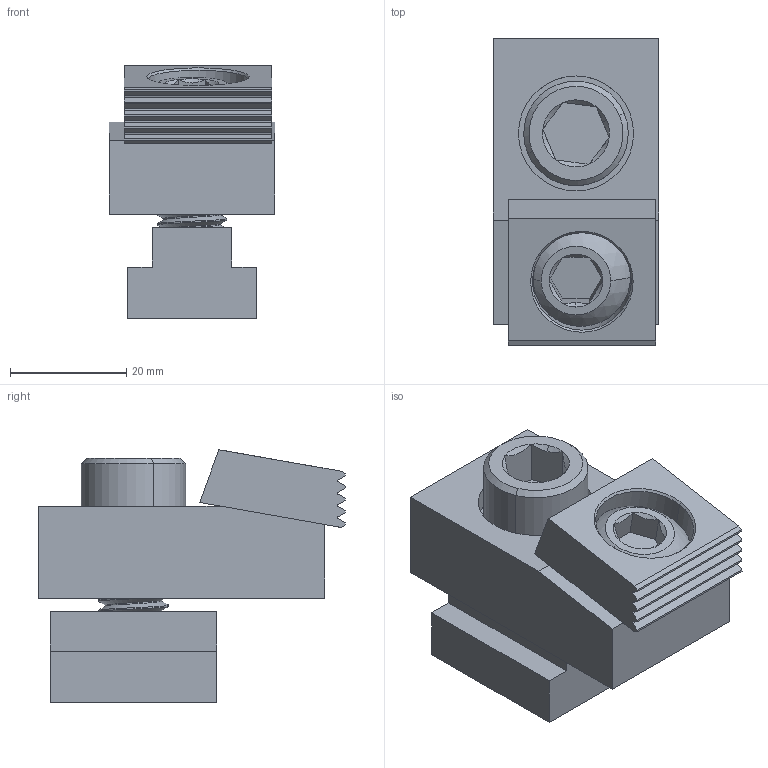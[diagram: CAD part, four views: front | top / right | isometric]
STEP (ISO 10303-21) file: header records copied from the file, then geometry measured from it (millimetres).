
FILE_DESCRIPTION (( 'STEP AP214' ), '1' );
FILE_NAME ('54014.STEP', '2020-01-27T17:51:49', ( 'Mike W' ), ( '' ), 'SwSTEP 2.0', 'SolidWorks 2018', '' );
FILE_SCHEMA (( 'AUTOMOTIVE_DESIGN' ));
Length unit declared in the file: inch
Products named in the file (6): 51016_51016; 50372_M1216MM BHSC; M1230MM SHCS_M1230MM SHCS; T-Nuts (Te-Co) (Std Configured)_540141; TSLOT TOE BOD M_TSLOT TOE BOD M; 54014
Assembly tree (5 placements, depth 2):
  54014
    TSLOT TOE BOD M_TSLOT TOE BOD M
    T-Nuts (Te-Co) (Std Configured)_540141
    M1230MM SHCS_M1230MM SHCS
    50372_M1216MM BHSC
    51016_51016
Bounding box: 28.57 x 52.88 x 43.52 mm (x, y, z)
Volume: 35617.8 mm3; surface area: 16135.6 mm2
Topology: 5 solids, 5 shells, 206 faces, 532 edges, 342 vertices
Faces by surface type: cylinder 106, plane 60, cone 33, bspline 5, sphere 2
Entity records: 10455 total; most frequent: CARTESIAN_POINT 5648, ORIENTED_EDGE 1064, DIRECTION 818, EDGE_CURVE 532, VERTEX_POINT 342, AXIS2_PLACEMENT_3D 288, LINE 242, VECTOR 242
